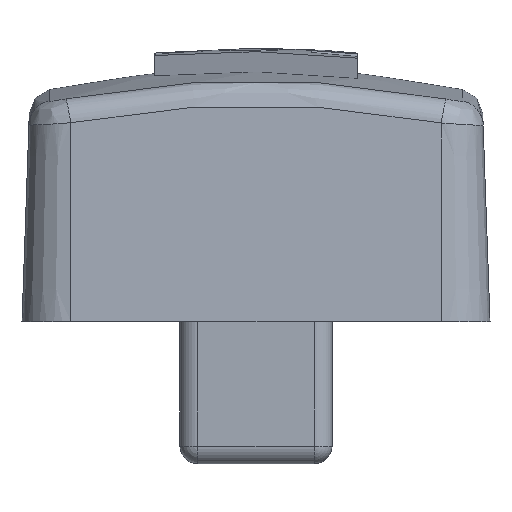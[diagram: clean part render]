
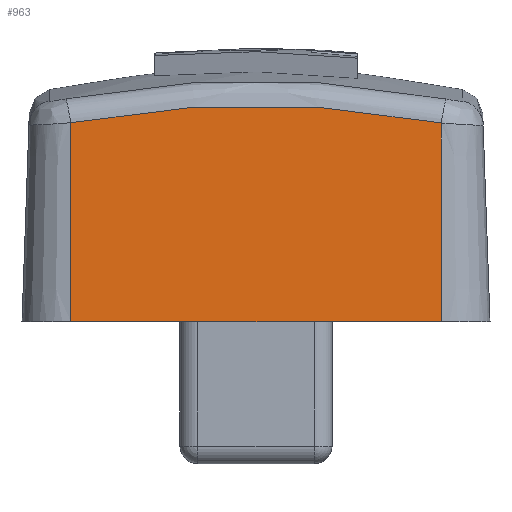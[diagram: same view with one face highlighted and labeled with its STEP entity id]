
A CAD part, left-side view. The second image highlights one B-rep face of the part: STEP entity #963.
In plain terms, the highlighted planar face has unit normal (-0.999, 0, 0.035).
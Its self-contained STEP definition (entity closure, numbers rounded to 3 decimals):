
#451=PLANE('',#3145);
#514=FACE_OUTER_BOUND('',#1168,.T.);
#713=LINE('',#4740,#846);
#714=LINE('',#4748,#847);
#715=LINE('',#4750,#848);
#846=VECTOR('',#3402,1.);
#847=VECTOR('',#3403,1.);
#848=VECTOR('',#3404,1.);
#963=ADVANCED_FACE('',(#514),#451,.T.);
#1168=EDGE_LOOP('',(#1465,#1466,#1467,#1468));
#1465=ORIENTED_EDGE('',*,*,#2601,.F.);
#1466=ORIENTED_EDGE('',*,*,#2602,.T.);
#1467=ORIENTED_EDGE('',*,*,#2603,.T.);
#1468=ORIENTED_EDGE('',*,*,#2604,.T.);
#2335=VERTEX_POINT('',#4741);
#2336=VERTEX_POINT('',#4742);
#2337=VERTEX_POINT('',#4747);
#2338=VERTEX_POINT('',#4749);
#2601=EDGE_CURVE('',#2335,#2336,#713,.T.);
#2602=EDGE_CURVE('',#2335,#2337,#3006,.T.);
#2603=EDGE_CURVE('',#2337,#2338,#714,.T.);
#2604=EDGE_CURVE('',#2338,#2336,#715,.T.);
#3006=B_SPLINE_CURVE_WITH_KNOTS('',3,(#4743,#4744,#4745,#4746),
 .UNSPECIFIED.,.F.,.F.,(4,4),(0.,1.),.UNSPECIFIED.);
#3145=AXIS2_PLACEMENT_3D('',#4751,#3405,#3406);
#3402=DIRECTION('',(-0.035,0.,-0.999));
#3403=DIRECTION('',(-0.035,0.,-0.999));
#3404=DIRECTION('',(0.,-1.,0.));
#3405=DIRECTION('',(-0.999,0.,0.035));
#3406=DIRECTION('',(0.035,0.,0.999));
#4740=CARTESIAN_POINT('',(-6.9,-3.65,0.));
#4741=CARTESIAN_POINT('',(-6.728,-3.65,4.924));
#4742=CARTESIAN_POINT('',(-6.865,-3.65,1.));
#4743=CARTESIAN_POINT('',(-6.728,-3.65,4.924));
#4744=CARTESIAN_POINT('',(-6.712,-1.235,5.39));
#4745=CARTESIAN_POINT('',(-6.712,1.234,5.392));
#4746=CARTESIAN_POINT('',(-6.728,3.65,4.928));
#4747=CARTESIAN_POINT('',(-6.728,3.65,4.928));
#4748=CARTESIAN_POINT('',(-6.9,3.65,0.));
#4749=CARTESIAN_POINT('',(-6.865,3.65,1.));
#4750=CARTESIAN_POINT('',(-6.865,3.65,1.));
#4751=CARTESIAN_POINT('',(-6.9,3.65,0.));
